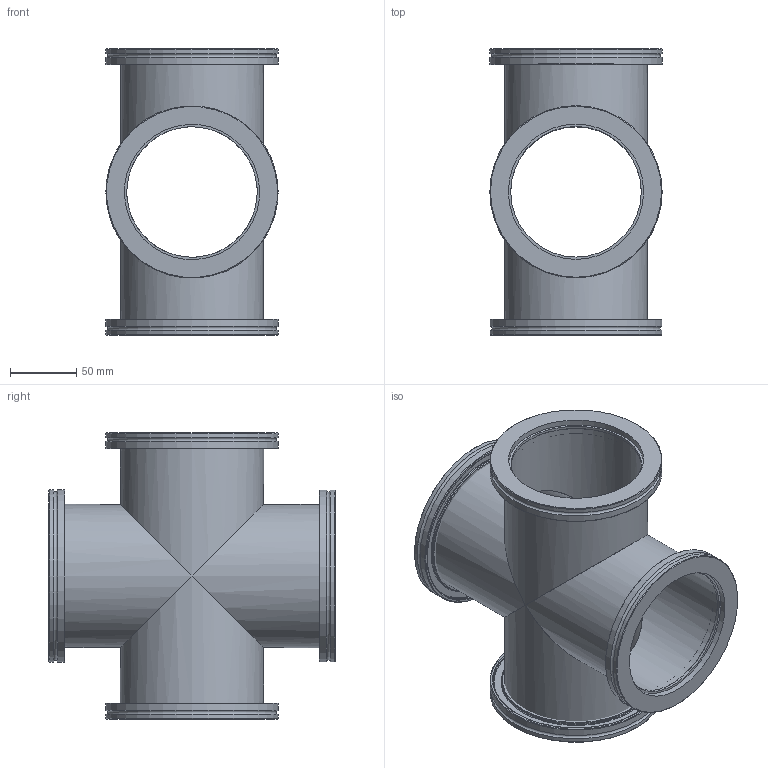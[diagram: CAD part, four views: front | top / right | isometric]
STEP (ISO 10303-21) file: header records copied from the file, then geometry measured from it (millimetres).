
FILE_DESCRIPTION(/* description */ (''),/* implementation_level */ '2;1');
FILE_NAME(/* name */ 'FL-4X100LF.stp',/* time_stamp */ '2019-01-28T09:28:01+00:00',/* author */ ('paul'),/* organization */ (''),/* preprocessor_version */ 'ST-DEVELOPER v17.2',/* originating_system */ 'Autodesk Inventor 2019',/* authorisation */ '');
FILE_SCHEMA (('AUTOMOTIVE_DESIGN { 1 0 10303 214 3 1 1 }'));
Length unit declared in the file: millimetre
Products named in the file (3): FL-4X25KF; Tube; FL-100LF-W
Assembly tree (8 placements, depth 2):
  FL-4X25KF
    Tube  x4
    FL-100LF-W  x4
Bounding box: 130 x 216 x 216 mm (x, y, z)
Volume: 583056.5 mm3; surface area: 277445.6 mm2
Topology: 8 solids, 8 shells, 100 faces, 232 edges, 160 vertices
Faces by surface type: plane 36, cylinder 36, torus 20, cone 8
Full cylindrical faces by diameter (mm): 98.55 x4, 100 x4, 101.5 x4, 102.1 x4, 108 x4, 112.5 x4, 125 x4, 130 x8
Entity records: 919 total; most frequent: DIRECTION 175, CARTESIAN_POINT 134, ORIENTED_EDGE 116, AXIS2_PLACEMENT_3D 81, EDGE_CURVE 58, CIRCLE 41, VERTEX_POINT 40, EDGE_LOOP 32
